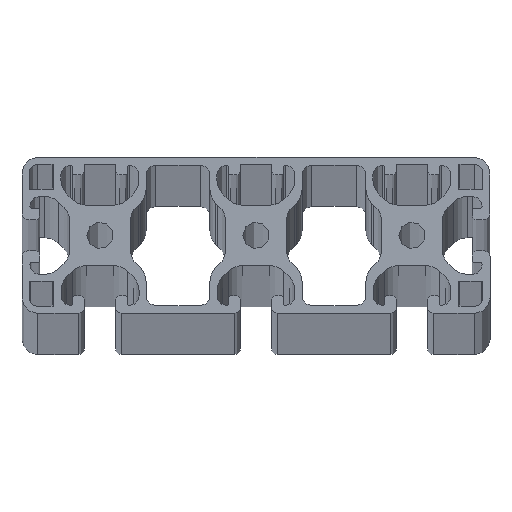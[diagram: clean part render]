
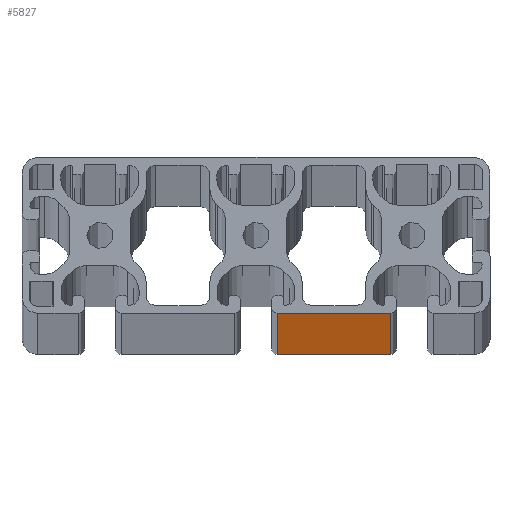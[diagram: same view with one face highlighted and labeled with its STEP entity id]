
A CAD part, top view. The second image highlights one B-rep face of the part: STEP entity #5827.
In plain terms, the highlighted planar face has unit normal (0, -1, 0).
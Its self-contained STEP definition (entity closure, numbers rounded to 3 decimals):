
#39=PLANE('',#6160);
#195=FACE_OUTER_BOUND('',#500,.T.);
#500=EDGE_LOOP('',(#3868,#3869,#3870,#3871));
#828=LINE('',#8610,#1431);
#830=LINE('',#8616,#1433);
#831=LINE('',#8618,#1434);
#832=LINE('',#8619,#1435);
#1431=VECTOR('',#6786,1000.);
#1433=VECTOR('',#6792,1000.);
#1434=VECTOR('',#6793,1000.);
#1435=VECTOR('',#6794,1000.);
#2343=VERTEX_POINT('',#8606);
#2345=VERTEX_POINT('',#8609);
#2347=VERTEX_POINT('',#8615);
#2348=VERTEX_POINT('',#8617);
#2953=EDGE_CURVE('',#2345,#2343,#828,.T.);
#2956=EDGE_CURVE('',#2347,#2343,#830,.T.);
#2957=EDGE_CURVE('',#2348,#2347,#831,.T.);
#2958=EDGE_CURVE('',#2348,#2345,#832,.T.);
#3868=ORIENTED_EDGE('',*,*,#2956,.F.);
#3869=ORIENTED_EDGE('',*,*,#2957,.F.);
#3870=ORIENTED_EDGE('',*,*,#2958,.T.);
#3871=ORIENTED_EDGE('',*,*,#2953,.T.);
#5827=ADVANCED_FACE('',(#195),#39,.T.);
#6160=AXIS2_PLACEMENT_3D('',#8614,#6790,#6791);
#6786=DIRECTION('',(0.,0.,1.));
#6790=DIRECTION('center_axis',(0.,-1.,0.));
#6791=DIRECTION('ref_axis',(0.,0.,-1.));
#6792=DIRECTION('',(1.,0.,0.));
#6793=DIRECTION('',(0.,0.,1.));
#6794=DIRECTION('',(1.,0.,0.));
#8606=CARTESIAN_POINT('',(34.5,-20.,0.));
#8609=CARTESIAN_POINT('',(34.5,-20.,-6060.));
#8610=CARTESIAN_POINT('',(34.5,-20.,-6060.));
#8614=CARTESIAN_POINT('Origin',(5.5,-20.,-6060.));
#8615=CARTESIAN_POINT('',(5.5,-20.,0.));
#8616=CARTESIAN_POINT('',(5.5,-20.,0.));
#8617=CARTESIAN_POINT('',(5.5,-20.,-6060.));
#8618=CARTESIAN_POINT('',(5.5,-20.,-6060.));
#8619=CARTESIAN_POINT('',(5.5,-20.,-6060.));
